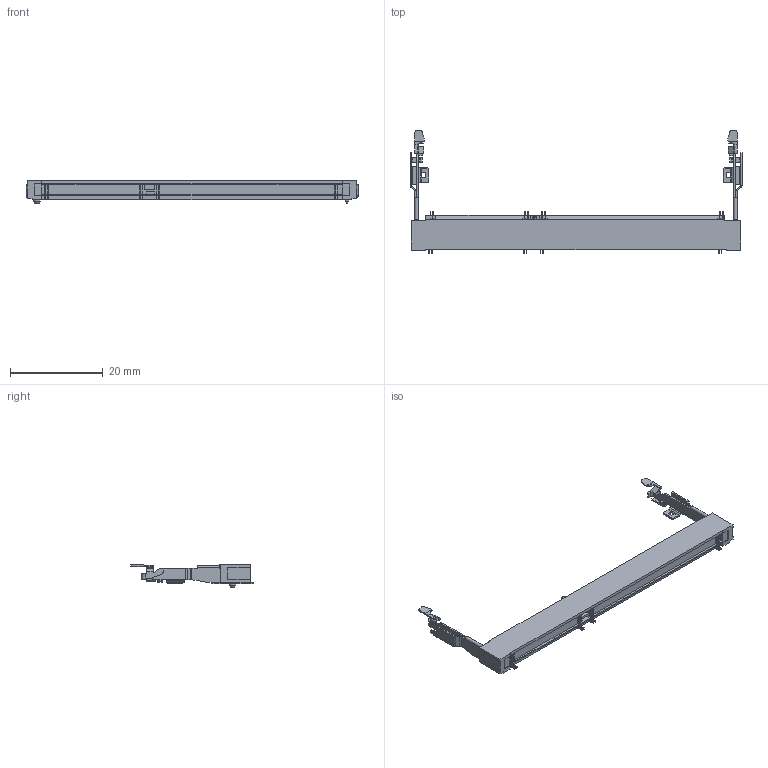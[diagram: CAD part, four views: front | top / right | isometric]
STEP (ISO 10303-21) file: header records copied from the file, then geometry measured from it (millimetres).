
FILE_DESCRIPTION((''),'2;1');
FILE_NAME('TYCO_2-2013022-1.stp','2012-08-08T16:07:53',(''),(''),'Mechanical Desktop 2011','Mechanical Desktop 2011',', , ');
FILE_SCHEMA(('AUTOMOTIVE_DESIGN { 1 2 10303 214 1 1 1 1 }'));
Length unit declared in the file: millimetre
Products named in the file (1): Product
Bounding box: 71.5 x 26.45 x 4.8 mm (x, y, z)
Volume: 1875.1 mm3; surface area: 3874.5 mm2
Topology: 51 solids, 51 shells, 1255 faces, 3331 edges, 2168 vertices
Faces by surface type: plane 951, cylinder 253, cone 44, bspline 4, sphere 3
Entity records: 38490 total; most frequent: CARTESIAN_POINT 6813, ORIENTED_EDGE 6658, DIRECTION 6387, EDGE_CURVE 3329, VECTOR 2751, LINE 2751, VERTEX_POINT 2168, AXIS2_PLACEMENT_3D 1818
